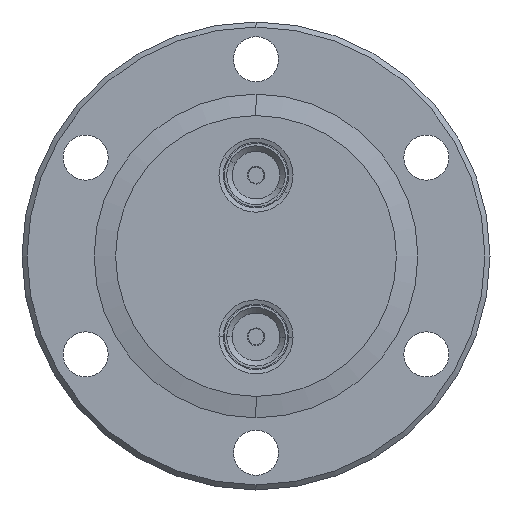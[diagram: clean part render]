
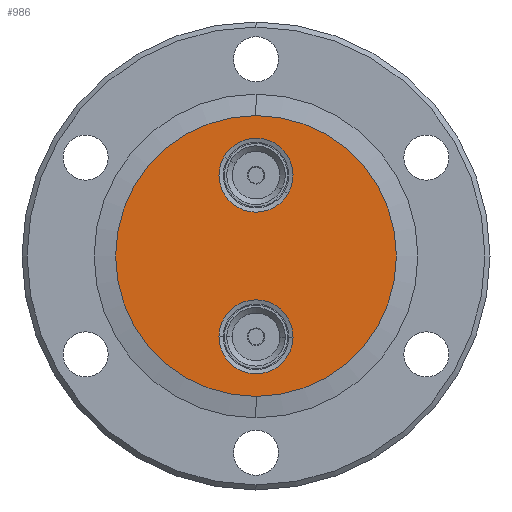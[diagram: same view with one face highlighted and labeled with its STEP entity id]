
A CAD part, front view. The second image highlights one B-rep face of the part: STEP entity #986.
In plain terms, the highlighted planar face has unit normal (0, -1, 0).
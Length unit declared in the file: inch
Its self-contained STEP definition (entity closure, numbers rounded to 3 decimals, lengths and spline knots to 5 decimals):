
#444 = CARTESIAN_POINT ( 'NONE',  ( 0.18924, 0.72412, 0.36778 ) ) ;
#445 = CARTESIAN_POINT ( 'NONE',  ( -0.18924, 0.72412, 0.58222 ) ) ;
#595 = CARTESIAN_POINT ( 'NONE',  ( 0., 0.72412, 0.475 ) ) ;
#596 = DIRECTION ( 'NONE',  ( 0., 1., 0. ) ) ;
#597 = DIRECTION ( 'NONE',  ( -0.87, 0., 0.493 ) ) ;
#986 = ADVANCED_FACE ( 'NONE', ( #3173, #3179, #3182 ), #3055, .T. ) ;
#1032 = CARTESIAN_POINT ( 'NONE',  ( 0., 0.72412, 0.825 ) ) ;
#1033 = CARTESIAN_POINT ( 'NONE',  ( 0., 0.72412, -0.825 ) ) ;
#1118 = ORIENTED_EDGE ( 'NONE', *, *, #3542, .T. ) ;
#1279 = CARTESIAN_POINT ( 'NONE',  ( 0., 0.72412, 0. ) ) ;
#1280 = DIRECTION ( 'NONE',  ( 0., -1., 0. ) ) ;
#1281 = DIRECTION ( 'NONE',  ( 0., 0., 1. ) ) ;
#1390 = CIRCLE ( 'NONE', #3754, 0.825 ) ;
#1520 = VERTEX_POINT ( 'NONE', #444 ) ;
#1521 = VERTEX_POINT ( 'NONE', #445 ) ;
#1598 = VERTEX_POINT ( 'NONE', #2761 ) ;
#1600 = VERTEX_POINT ( 'NONE', #2763 ) ;
#1663 = CARTESIAN_POINT ( 'NONE',  ( 0., 0.72412, -0.475 ) ) ;
#1664 = DIRECTION ( 'NONE',  ( 0., 1., 0. ) ) ;
#1665 = DIRECTION ( 'NONE',  ( -1., 0., 0.016 ) ) ;
#1735 = ORIENTED_EDGE ( 'NONE', *, *, #2829, .T. ) ;
#1762 = ORIENTED_EDGE ( 'NONE', *, *, #3563, .T. ) ;
#1763 = ORIENTED_EDGE ( 'NONE', *, *, #2871, .T. ) ;
#1767 = ORIENTED_EDGE ( 'NONE', *, *, #3409, .T. ) ;
#1845 = CIRCLE ( 'NONE', #4212, 0.825 ) ;
#1895 = CIRCLE ( 'NONE', #4192, 0.2175 ) ;
#1907 = CIRCLE ( 'NONE', #3717, 0.2175 ) ;
#2063 = CIRCLE ( 'NONE', #3743, 0.2175 ) ;
#2488 = CARTESIAN_POINT ( 'NONE',  ( 0., 0.72412, 0.475 ) ) ;
#2489 = DIRECTION ( 'NONE',  ( 0., 1., 0. ) ) ;
#2490 = DIRECTION ( 'NONE',  ( -0.87, 0., 0.493 ) ) ;
#2521 = CARTESIAN_POINT ( 'NONE',  ( 0., 0.72412, -0.475 ) ) ;
#2522 = DIRECTION ( 'NONE',  ( 0., 1., 0. ) ) ;
#2523 = DIRECTION ( 'NONE',  ( -1., 0., 0.016 ) ) ;
#2761 = CARTESIAN_POINT ( 'NONE',  ( 0.21747, 0.72412, -0.47854 ) ) ;
#2763 = CARTESIAN_POINT ( 'NONE',  ( -0.21747, 0.72412, -0.47146 ) ) ;
#2829 = EDGE_CURVE ( 'NONE', #1600, #1598, #3289, .T. ) ;
#2871 = EDGE_CURVE ( 'NONE', #4068, #4067, #1845, .T. ) ;
#3051 = DIRECTION ( 'NONE',  ( 0., -1., 0. ) ) ;
#3053 = CARTESIAN_POINT ( 'NONE',  ( 0.825, 0.72412, 0. ) ) ;
#3055 = PLANE ( 'NONE',  #4317 ) ;
#3057 = DIRECTION ( 'NONE',  ( 0., 0., 1. ) ) ;
#3173 = FACE_OUTER_BOUND ( 'NONE', #4033, .T. ) ;
#3179 = FACE_BOUND ( 'NONE', #4026, .T. ) ;
#3182 = FACE_BOUND ( 'NONE', #4025, .T. ) ;
#3289 = CIRCLE ( 'NONE', #4231, 0.2175 ) ;
#3347 = ORIENTED_EDGE ( 'NONE', *, *, #3420, .T. ) ;
#3409 = EDGE_CURVE ( 'NONE', #1521, #1520, #1895, .T. ) ;
#3420 = EDGE_CURVE ( 'NONE', #1598, #1600, #1907, .T. ) ;
#3542 = EDGE_CURVE ( 'NONE', #1520, #1521, #2063, .T. ) ;
#3563 = EDGE_CURVE ( 'NONE', #4067, #4068, #1390, .T. ) ;
#3717 = AXIS2_PLACEMENT_3D ( 'NONE', #2521, #2522, #2523 ) ;
#3743 = AXIS2_PLACEMENT_3D ( 'NONE', #595, #596, #597 ) ;
#3754 = AXIS2_PLACEMENT_3D ( 'NONE', #1279, #1280, #1281 ) ;
#3933 = CARTESIAN_POINT ( 'NONE',  ( 0., 0.72412, 0. ) ) ;
#3934 = DIRECTION ( 'NONE',  ( 0., -1., 0. ) ) ;
#3935 = DIRECTION ( 'NONE',  ( 0., 0., 1. ) ) ;
#4025 = EDGE_LOOP ( 'NONE', ( #1735, #3347 ) ) ;
#4026 = EDGE_LOOP ( 'NONE', ( #1767, #1118 ) ) ;
#4033 = EDGE_LOOP ( 'NONE', ( #1762, #1763 ) ) ;
#4067 = VERTEX_POINT ( 'NONE', #1032 ) ;
#4068 = VERTEX_POINT ( 'NONE', #1033 ) ;
#4192 = AXIS2_PLACEMENT_3D ( 'NONE', #2488, #2489, #2490 ) ;
#4212 = AXIS2_PLACEMENT_3D ( 'NONE', #3933, #3934, #3935 ) ;
#4231 = AXIS2_PLACEMENT_3D ( 'NONE', #1663, #1664, #1665 ) ;
#4317 = AXIS2_PLACEMENT_3D ( 'NONE', #3053, #3051, #3057 ) ;
